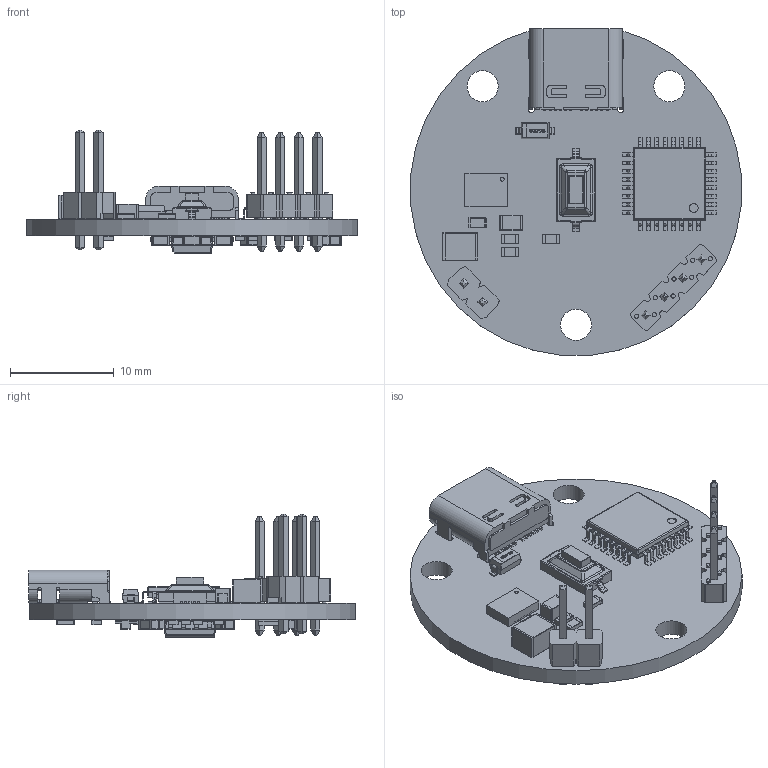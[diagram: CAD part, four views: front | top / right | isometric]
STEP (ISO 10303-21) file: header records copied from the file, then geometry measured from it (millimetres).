
FILE_DESCRIPTION(('Open CASCADE Model'),'2;1');
FILE_NAME('Open CASCADE Shape Model','2025-02-23T14:03:59',('Author'),( 'Open CASCADE'),'Open CASCADE STEP processor 7.5','Open CASCADE 7.5' ,'Unknown');
FILE_SCHEMA(('AUTOMOTIVE_DESIGN { 1 0 10303 214 1 1 1 1 }'));
Length unit declared in the file: millimetre
Products named in the file (112): PCB; Board; Open CASCADE STEP translator 7.5 13.1.1; S1; User Library-User Library-Button_SMD_3_6x6_1x2_5; C13; CAPC0603X09L; 1449441080; Terminal; Open_CASCADE_STEP_translator_6.8_10.1.1; Open_CASCADE_STEP_translator_6.8_10.1.2; Mid_Body; Open_CASCADE_STEP_translator_6.8_10.2.1; D5; 6395779376; Body; Open CASCADE STEP translator 6.8 3.1.1; lead; D4; D1; 13763390080; Open CASCADE STEP translator 7.5 8.1; Open CASCADE STEP translator 7.5 8.2.1; Leader; X6; X-0101X0025_R_FCI_77311-118-04LF; 98471_004; 77310_Y019; C12; R17; RESC0603X05L; 1081817352; Open_CASCADE_STEP_translator_6.8_9.2.1; Mark; R16; R6; R4; R1; X1; 61300211121_Download_STP_61300211121_rev1 ...
Assembly tree (230 placements, depth 6):
  PCB
    Board
      Open CASCADE STEP translator 7.5 13.1.1
    S1
      User Library-User Library-Button_SMD_3_6x6_1x2_5
    C13
      CAPC0603X09L
      CAPC0603X09L
        1449441080
          Terminal
            Open_CASCADE_STEP_translator_6.8_10.1.1
            Open_CASCADE_STEP_translator_6.8_10.1.2
          Mid_Body
            Open_CASCADE_STEP_translator_6.8_10.2.1
    D5
      6395779376
        Body
          Open CASCADE STEP translator 6.8 3.1.1
        lead  x2
    D4
      6395779376
        Body
          Open CASCADE STEP translator 6.8 3.1.1
        lead  x2
    D1
      13763390080
        Open CASCADE STEP translator 7.5 8.1
        Body
          Open CASCADE STEP translator 7.5 8.2.1
        Leader  x16
        Leader  x16
    X6
      X-0101X0025_R_FCI_77311-118-04LF
        98471_004
        77310_Y019  x4
    C12
      CAPC0603X09L
      CAPC0603X09L
        1449441080
          Terminal
            Open_CASCADE_STEP_translator_6.8_10.1.1
            Open_CASCADE_STEP_translator_6.8_10.1.2
          Mid_Body
            Open_CASCADE_STEP_translator_6.8_10.2.1
    R17
      RESC0603X05L
      RESC0603X05L
        1081817352
          Mid_Body
          Terminal  x2
            Open_CASCADE_STEP_translator_6.8_9.2.1
          Mark
    R16
      RESC0603X05L
      RESC0603X05L
        1081817352
          Mid_Body
          Terminal  x2
            Open_CASCADE_STEP_translator_6.8_9.2.1
          Mark
Bounding box: 31.88 x 31.49 x 11.91 mm (x, y, z)
Volume: 1640.8 mm3; surface area: 3499.3 mm2
Topology: 199 solids, 202 shells, 3591 faces, 8237 edges, 5068 vertices
Faces by surface type: plane 2543, cylinder 821, sphere 150, bspline 69, torus 8
Full cylindrical faces by diameter (mm): 0.388 x1, 0.487 x1, 0.875 x1, 1.1 x6, 3 x3
Entity records: 49042 total; most frequent: CARTESIAN_POINT 10799, DIRECTION 7111, ORIENTED_EDGE 6723, EDGE_CURVE 3363, LINE 2391, VECTOR 2391, AXIS2_PLACEMENT_3D 2360, VERTEX_POINT 2116
